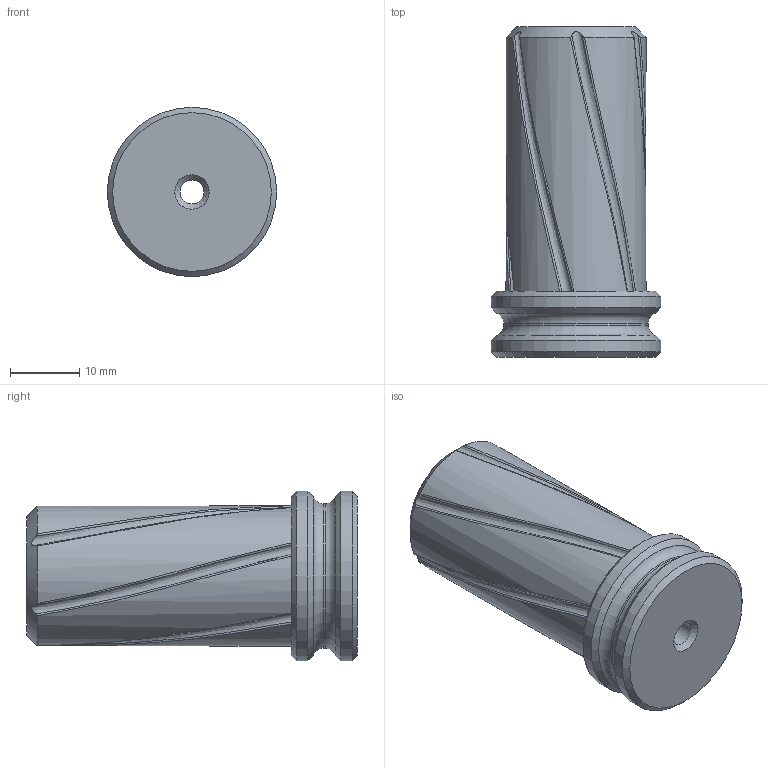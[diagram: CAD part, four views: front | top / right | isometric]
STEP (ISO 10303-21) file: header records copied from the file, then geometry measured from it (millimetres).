
FILE_DESCRIPTION(/* description */ (''),/* implementation_level */ '2;1');
FILE_NAME(/* name */ 'PLUNGER_LOW_POWER[2.0].step',/* time_stamp */ '2021-09-27T14:50:15-04:00',/* author */ (''),/* organization */ (''),/* preprocessor_version */ 'ST-DEVELOPER v18.1',/* originating_system */ 'Autodesk Translation Framework v10.9.0.1377',/* authorisation */ '');
FILE_SCHEMA (('AUTOMOTIVE_DESIGN { 1 0 10303 214 3 1 1 }'));
Length unit declared in the file: inch
Products named in the file (1): 2.0 PLUNGER Low power
Bounding box: 24.38 x 47.62 x 24.38 mm (x, y, z)
Volume: 13870.2 mm3; surface area: 5400.4 mm2
Topology: 1 solids, 1 shells, 63 faces, 216 edges, 158 vertices
Faces by surface type: cylinder 29, bspline 20, cone 7, plane 5, torus 2
Full cylindrical faces by diameter (mm): 3.429 x1, 7.874 x1, 10.808 x7, 12.7 x7, 20.828 x1, 24.384 x2
Entity records: 7431 total; most frequent: CARTESIAN_POINT 5798, ORIENTED_EDGE 432, EDGE_CURVE 216, DIRECTION 205, VERTEX_POINT 158, B_SPLINE_CURVE_WITH_KNOTS 144, AXIS2_PLACEMENT_3D 89, EDGE_LOOP 68
